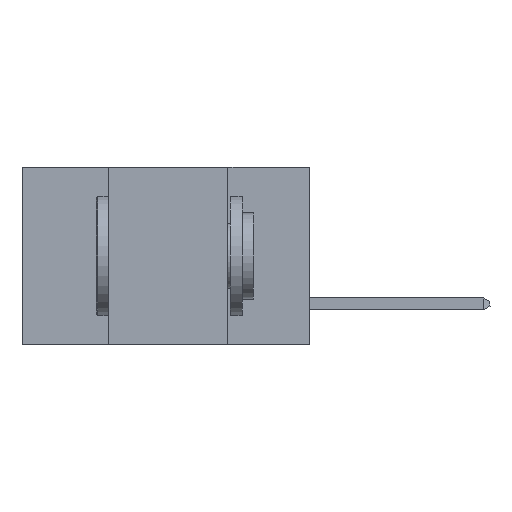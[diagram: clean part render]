
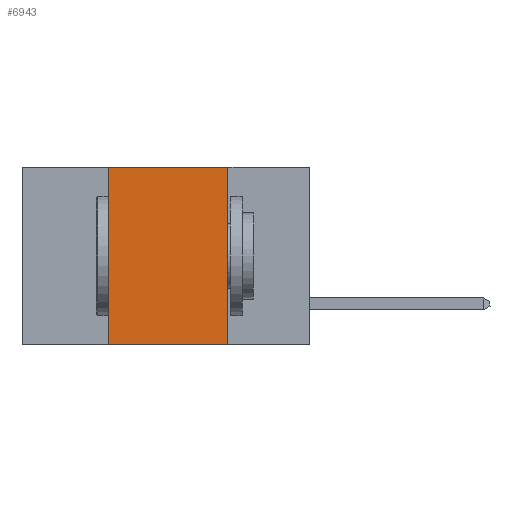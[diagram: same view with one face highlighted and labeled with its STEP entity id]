
A CAD part, left-side view. The second image highlights one B-rep face of the part: STEP entity #6943.
In plain terms, the highlighted planar face has unit normal (-1, 0, 0).
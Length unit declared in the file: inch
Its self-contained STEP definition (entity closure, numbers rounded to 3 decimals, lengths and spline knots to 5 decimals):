
#782 = VECTOR ( 'NONE', #13571, 39.37008 ) ;
#2106 = VECTOR ( 'NONE', #15620, 39.37008 ) ;
#2851 = EDGE_CURVE ( 'NONE', #11626, #6572, #3161, .T. ) ;
#3055 = CARTESIAN_POINT ( 'NONE',  ( 0., 0.42, -0.37 ) ) ;
#3161 = LINE ( 'NONE', #13769, #782 ) ;
#3416 = VECTOR ( 'NONE', #16272, 39.37008 ) ;
#3733 = PLANE ( 'NONE',  #8481 ) ;
#4307 = CARTESIAN_POINT ( 'NONE',  ( 0., 0.17, 0. ) ) ;
#4862 = LINE ( 'NONE', #4307, #11762 ) ;
#5188 = DIRECTION ( 'NONE',  ( 1., 0., 0. ) ) ;
#5828 = ORIENTED_EDGE ( 'NONE', *, *, #8839, .T. ) ;
#6572 = VERTEX_POINT ( 'NONE', #9591 ) ;
#6943 = ADVANCED_FACE ( 'NONE', ( #7287 ), #3733, .F. ) ;
#7287 = FACE_OUTER_BOUND ( 'NONE', #15263, .T. ) ;
#8481 = AXIS2_PLACEMENT_3D ( 'NONE', #12048, #5188, #14775 ) ;
#8839 = EDGE_CURVE ( 'NONE', #11347, #9085, #14911, .T. ) ;
#9085 = VERTEX_POINT ( 'NONE', #9950 ) ;
#9591 = CARTESIAN_POINT ( 'NONE',  ( 0., 0.17, 0. ) ) ;
#9838 = DIRECTION ( 'NONE',  ( 0., 0., -1. ) ) ;
#9950 = CARTESIAN_POINT ( 'NONE',  ( 0., 0.17, -0.37 ) ) ;
#11279 = ORIENTED_EDGE ( 'NONE', *, *, #2851, .F. ) ;
#11347 = VERTEX_POINT ( 'NONE', #3055 ) ;
#11626 = VERTEX_POINT ( 'NONE', #14897 ) ;
#11762 = VECTOR ( 'NONE', #9838, 39.37008 ) ;
#11961 = EDGE_CURVE ( 'NONE', #11347, #11626, #12475, .T. ) ;
#12048 = CARTESIAN_POINT ( 'NONE',  ( 0., 0.6, 0. ) ) ;
#12475 = LINE ( 'NONE', #14224, #2106 ) ;
#12662 = ORIENTED_EDGE ( 'NONE', *, *, #11961, .F. ) ;
#13549 = CARTESIAN_POINT ( 'NONE',  ( 0., 0.6, -0.37 ) ) ;
#13571 = DIRECTION ( 'NONE',  ( 0., -1., 0. ) ) ;
#13769 = CARTESIAN_POINT ( 'NONE',  ( 0., 0.6, 0. ) ) ;
#14224 = CARTESIAN_POINT ( 'NONE',  ( 0., 0.42, 0. ) ) ;
#14775 = DIRECTION ( 'NONE',  ( 0., 0., -1. ) ) ;
#14897 = CARTESIAN_POINT ( 'NONE',  ( 0., 0.42, 0. ) ) ;
#14911 = LINE ( 'NONE', #13549, #3416 ) ;
#15039 = EDGE_CURVE ( 'NONE', #6572, #9085, #4862, .T. ) ;
#15263 = EDGE_LOOP ( 'NONE', ( #17489, #11279, #12662, #5828 ) ) ;
#15620 = DIRECTION ( 'NONE',  ( 0., 0., 1. ) ) ;
#16272 = DIRECTION ( 'NONE',  ( 0., -1., 0. ) ) ;
#17489 = ORIENTED_EDGE ( 'NONE', *, *, #15039, .F. ) ;
